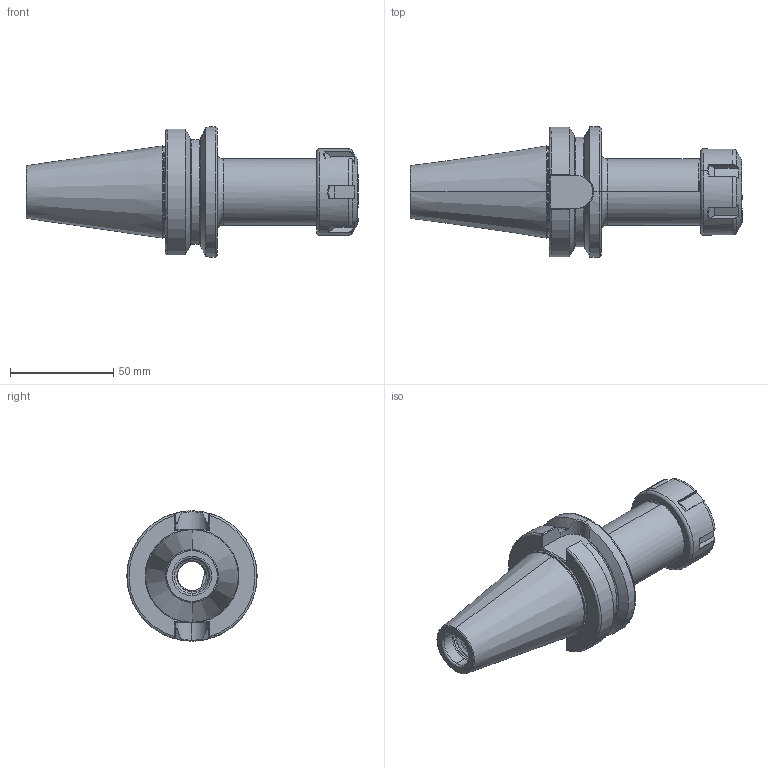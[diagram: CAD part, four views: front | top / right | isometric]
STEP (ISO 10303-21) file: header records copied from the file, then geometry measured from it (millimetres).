
FILE_DESCRIPTION (( 'STEP AP203' ), '1' );
FILE_NAME ('405.02.16.1.STEP', '2016-11-25T10:35:34', ( '' ), ( '' ), 'SwSTEP 2.0', 'SolidWorks 2012', '' );
FILE_SCHEMA (( 'CONFIG_CONTROL_DESIGN' ));
Length unit declared in the file: millimetre
Products named in the file (3): 405.02.16.1; 2-01.100.0250200C7_ER25螺帽(六溝)
Assembly tree (2 placements, depth 2):
  405.02.16.1
    405.02.16.1
    2-01.100.0250200C7_ER25螺帽(六溝)
Bounding box: 160.5 x 63 x 63 mm (x, y, z)
Volume: 161513.9 mm3; surface area: 42252.2 mm2
Topology: 2 solids, 2 shells, 317 faces, 834 edges, 523 vertices
Faces by surface type: cylinder 115, plane 72, torus 56, bspline 50, cone 24
Entity records: 20737 total; most frequent: CARTESIAN_POINT 13615, ORIENTED_EDGE 1668, DIRECTION 1165, EDGE_CURVE 834, VERTEX_POINT 523, AXIS2_PLACEMENT_3D 461, EDGE_LOOP 323, FACE_OUTER_BOUND 317
